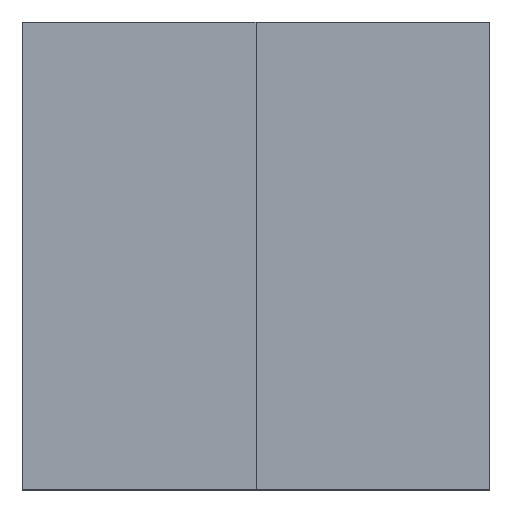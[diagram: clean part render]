
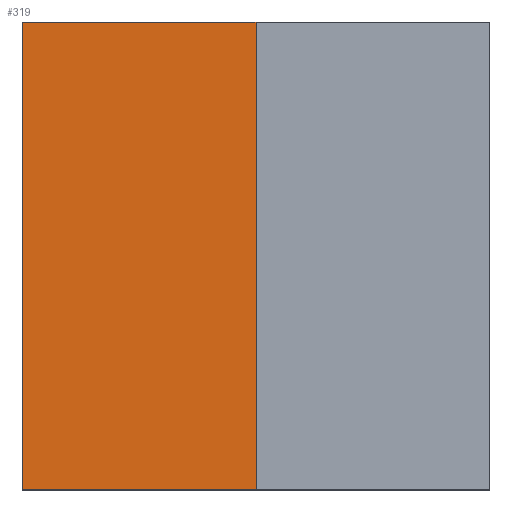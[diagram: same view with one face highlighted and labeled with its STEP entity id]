
A CAD part, top view. The second image highlights one B-rep face of the part: STEP entity #319.
In plain terms, the highlighted planar face has unit normal (0, 0, 1).
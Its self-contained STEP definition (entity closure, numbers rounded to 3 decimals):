
#55=FACE_OUTER_BOUND('',#71,.T.);
#71=EDGE_LOOP('',(#239,#240,#241,#242));
#87=LINE('',#536,#127);
#88=LINE('',#538,#128);
#89=LINE('',#540,#129);
#90=LINE('',#541,#130);
#127=VECTOR('',#439,10.);
#128=VECTOR('',#440,10.);
#129=VECTOR('',#441,10.);
#130=VECTOR('',#442,10.);
#167=VERTEX_POINT('',#534);
#168=VERTEX_POINT('',#535);
#169=VERTEX_POINT('',#537);
#170=VERTEX_POINT('',#539);
#199=EDGE_CURVE('',#167,#168,#87,.T.);
#200=EDGE_CURVE('',#167,#169,#88,.T.);
#201=EDGE_CURVE('',#169,#170,#89,.T.);
#202=EDGE_CURVE('',#170,#168,#90,.T.);
#239=ORIENTED_EDGE('',*,*,#199,.F.);
#240=ORIENTED_EDGE('',*,*,#200,.T.);
#241=ORIENTED_EDGE('',*,*,#201,.T.);
#242=ORIENTED_EDGE('',*,*,#202,.T.);
#303=PLANE('',#406);
#319=ADVANCED_FACE('',(#55),#303,.T.);
#406=AXIS2_PLACEMENT_3D('',#533,#437,#438);
#437=DIRECTION('center_axis',(0.,0.,1.));
#438=DIRECTION('ref_axis',(1.,0.,0.));
#439=DIRECTION('',(0.,-1.,0.));
#440=DIRECTION('',(-1.,0.,0.));
#441=DIRECTION('',(0.,-1.,0.));
#442=DIRECTION('',(1.,0.,0.));
#533=CARTESIAN_POINT('Origin',(25.,25.,15.));
#534=CARTESIAN_POINT('',(25.,50.,15.));
#535=CARTESIAN_POINT('',(25.,0.,15.));
#536=CARTESIAN_POINT('',(25.,25.,15.));
#537=CARTESIAN_POINT('',(0.,50.,15.));
#538=CARTESIAN_POINT('',(50.,50.,15.));
#539=CARTESIAN_POINT('',(0.,0.,15.));
#540=CARTESIAN_POINT('',(0.,50.,15.));
#541=CARTESIAN_POINT('',(0.,0.,15.));
